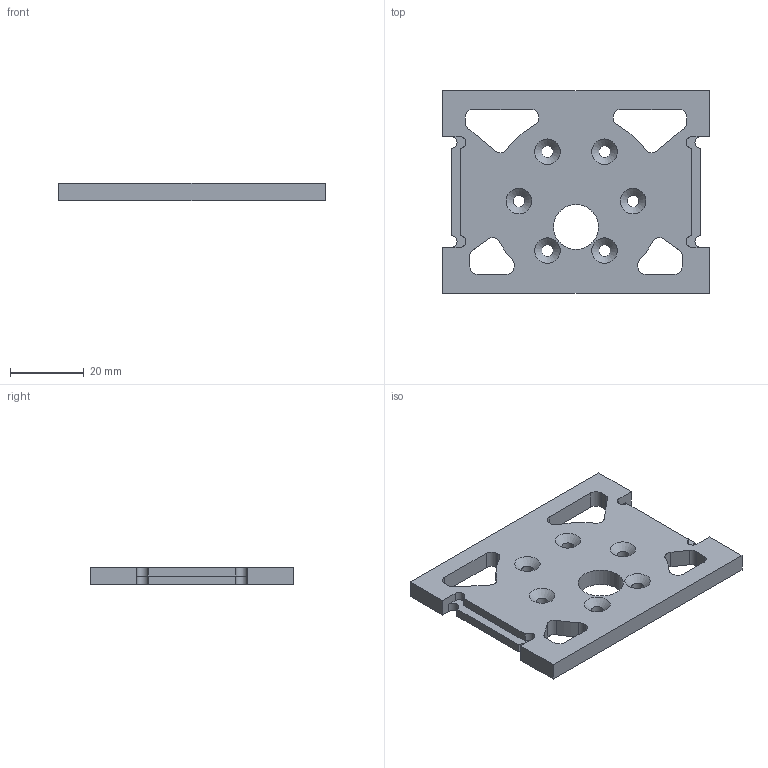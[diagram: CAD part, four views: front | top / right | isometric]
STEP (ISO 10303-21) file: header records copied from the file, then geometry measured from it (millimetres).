
FILE_DESCRIPTION(/* description */ ('Unknown'),/* implementation_level */ '2;1');
FILE_NAME(/* name */ 'Motor_mount_front_linear_tapp',/* time_stamp */ '2020-08-10T21:20:39+03:00',/* author */ ('Unknown'),/* organization */ ('Unknown'),/* preprocessor_version */ 'ST-DEVELOPER v16.7',/* originating_system */ 'DEX',/* authorisation */ $);
FILE_SCHEMA (('AUTOMOTIVE_DESIGN {1 0 10303 214 3 1 1}'));
Length unit declared in the file: millimetre
Products named in the file (1): Motor_mount_front_linear_tapp
Bounding box: 72.5 x 55 x 4.8 mm (x, y, z)
Volume: 14732.1 mm3; surface area: 8945.9 mm2
Topology: 1 solids, 1 shells, 79 faces, 231 edges, 154 vertices
Faces by surface type: cylinder 39, plane 34, cone 6
Full cylindrical faces by diameter (mm): 3.2 x6, 12.2 x1
Entity records: 2606 total; most frequent: DIRECTION 456, CARTESIAN_POINT 440, ORIENTED_EDGE 424, EDGE_CURVE 212, AXIS2_PLACEMENT_3D 164, VERTEX_POINT 148, LINE 128, VECTOR 128
